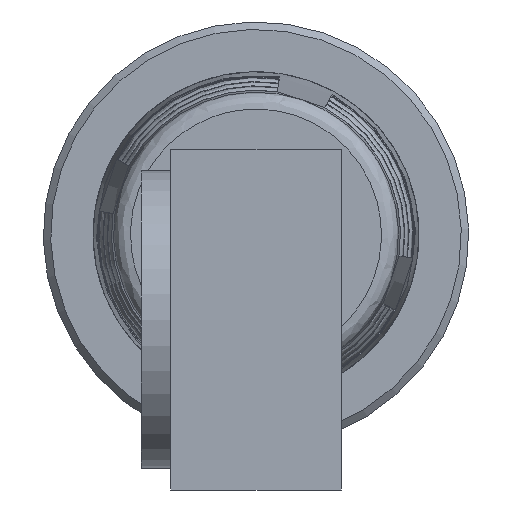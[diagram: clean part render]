
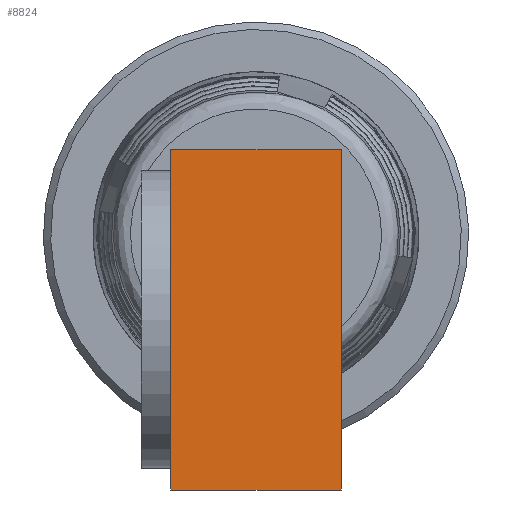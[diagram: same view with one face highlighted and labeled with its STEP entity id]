
A CAD part, left-side view. The second image highlights one B-rep face of the part: STEP entity #8824.
In plain terms, the highlighted planar face has unit normal (-1, 0, 0).
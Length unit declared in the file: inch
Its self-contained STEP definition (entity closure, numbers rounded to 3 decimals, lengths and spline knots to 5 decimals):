
#61 = CARTESIAN_POINT ( 'NONE',  ( 0., -0.07874, 0.07874 ) ) ;
#839 = VECTOR ( 'NONE', #3645, 39.37008 ) ;
#1113 = VERTEX_POINT ( 'NONE', #3453 ) ;
#1309 = ORIENTED_EDGE ( 'NONE', *, *, #2849, .T. ) ;
#1433 = AXIS2_PLACEMENT_3D ( 'NONE', #2003, #5628, #7797 ) ;
#1569 = CARTESIAN_POINT ( 'NONE',  ( 0., 0., 0.07874 ) ) ;
#2003 = CARTESIAN_POINT ( 'NONE',  ( 0., 0.07874, 0.07874 ) ) ;
#2074 = VECTOR ( 'NONE', #3061, 39.37008 ) ;
#2208 = CARTESIAN_POINT ( 'NONE',  ( 0., -0.07874, -0.23622 ) ) ;
#2486 = LINE ( 'NONE', #3966, #2074 ) ;
#2650 = CARTESIAN_POINT ( 'NONE',  ( 0., 0.07874, 0.07874 ) ) ;
#2734 = VERTEX_POINT ( 'NONE', #2208 ) ;
#2849 = EDGE_CURVE ( 'NONE', #4418, #2734, #2486, .T. ) ;
#2912 = EDGE_LOOP ( 'NONE', ( #8179, #8559, #3135, #1309 ) ) ;
#3061 = DIRECTION ( 'NONE',  ( 0., -1., 0. ) ) ;
#3135 = ORIENTED_EDGE ( 'NONE', *, *, #6789, .F. ) ;
#3453 = CARTESIAN_POINT ( 'NONE',  ( 0., 0.07874, 0.07874 ) ) ;
#3645 = DIRECTION ( 'NONE',  ( 0., -1., 0. ) ) ;
#3869 = PLANE ( 'NONE',  #1433 ) ;
#3966 = CARTESIAN_POINT ( 'NONE',  ( 0., 0., -0.23622 ) ) ;
#4418 = VERTEX_POINT ( 'NONE', #4666 ) ;
#4551 = LINE ( 'NONE', #1569, #839 ) ;
#4666 = CARTESIAN_POINT ( 'NONE',  ( 0., 0.07874, -0.23622 ) ) ;
#4705 = DIRECTION ( 'NONE',  ( 0., 0., 1. ) ) ;
#4741 = VECTOR ( 'NONE', #6734, 39.37008 ) ;
#4750 = VECTOR ( 'NONE', #4705, 39.37008 ) ;
#5309 = FACE_OUTER_BOUND ( 'NONE', #2912, .T. ) ;
#5628 = DIRECTION ( 'NONE',  ( 1., 0., 0. ) ) ;
#6734 = DIRECTION ( 'NONE',  ( 0., 0., 1. ) ) ;
#6789 = EDGE_CURVE ( 'NONE', #4418, #1113, #9030, .T. ) ;
#7168 = CARTESIAN_POINT ( 'NONE',  ( 0., -0.07874, 0.07874 ) ) ;
#7350 = EDGE_CURVE ( 'NONE', #2734, #9259, #7434, .T. ) ;
#7434 = LINE ( 'NONE', #61, #4741 ) ;
#7797 = DIRECTION ( 'NONE',  ( 0., 0., -1. ) ) ;
#8179 = ORIENTED_EDGE ( 'NONE', *, *, #7350, .T. ) ;
#8320 = EDGE_CURVE ( 'NONE', #1113, #9259, #4551, .T. ) ;
#8559 = ORIENTED_EDGE ( 'NONE', *, *, #8320, .F. ) ;
#8824 = ADVANCED_FACE ( 'NONE', ( #5309 ), #3869, .F. ) ;
#9030 = LINE ( 'NONE', #2650, #4750 ) ;
#9259 = VERTEX_POINT ( 'NONE', #7168 ) ;
